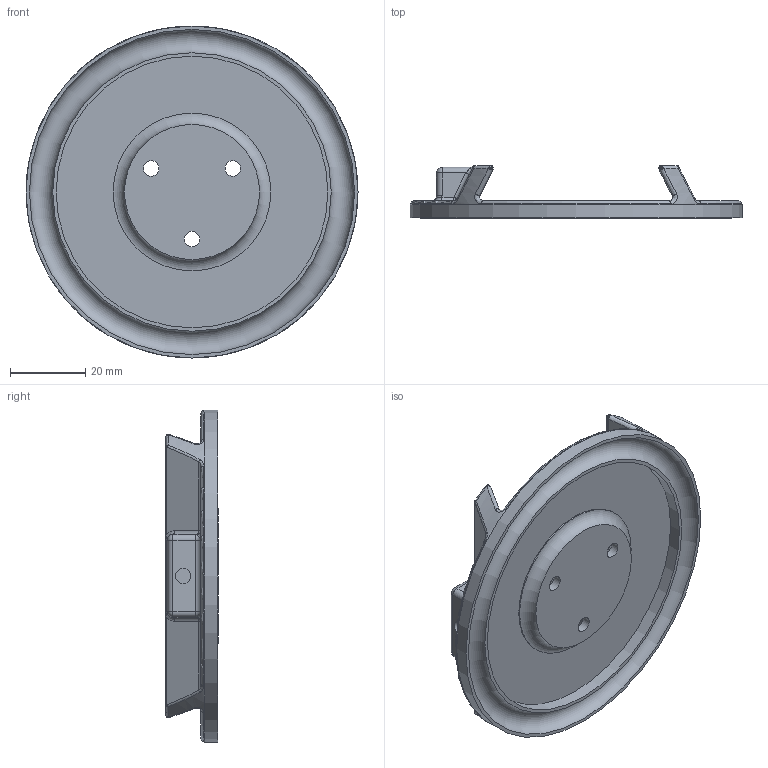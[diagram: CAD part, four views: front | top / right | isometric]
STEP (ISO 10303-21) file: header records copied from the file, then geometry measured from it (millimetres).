
FILE_DESCRIPTION(/* description */ (''),/* implementation_level */ '2;1');
FILE_NAME(/* name */ 'manfrottoplate v10.step',/* time_stamp */ '2021-07-25T16:32:26+03:00',/* author */ (''),/* organization */ (''),/* preprocessor_version */ 'ST-DEVELOPER v18.1',/* originating_system */ 'Autodesk Translation Framework v10.9.0.1377',/* authorisation */ '');
FILE_SCHEMA (('AUTOMOTIVE_DESIGN { 1 0 10303 214 3 1 1 }'));
Length unit declared in the file: millimetre
Products named in the file (1): manfrottoplate
Bounding box: 88 x 13.9 x 88 mm (x, y, z)
Volume: 22088.3 mm3; surface area: 31393.8 mm2
Topology: 3 solids, 3 shells, 154 faces, 356 edges, 200 vertices
Faces by surface type: plane 46, bspline 46, cylinder 40, torus 12, cone 6, sphere 4
Full cylindrical faces by diameter (mm): 4.1 x5, 7.5 x3, 41.817 x1, 72 x1, 88 x2
Entity records: 5638 total; most frequent: CARTESIAN_POINT 2329, ORIENTED_EDGE 684, DIRECTION 662, EDGE_CURVE 342, AXIS2_PLACEMENT_3D 267, VERTEX_POINT 200, EDGE_LOOP 174, FACE_OUTER_BOUND 154
